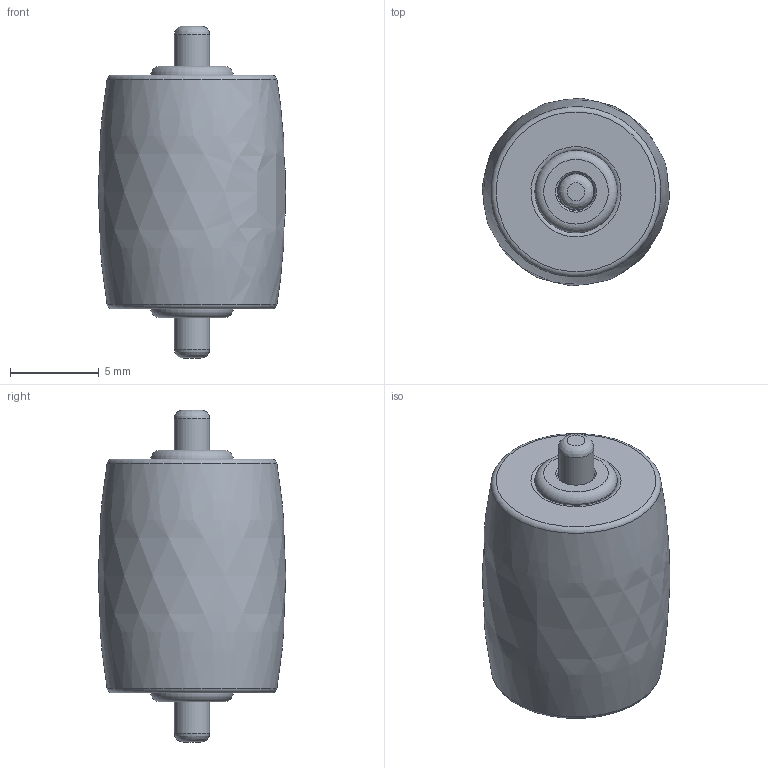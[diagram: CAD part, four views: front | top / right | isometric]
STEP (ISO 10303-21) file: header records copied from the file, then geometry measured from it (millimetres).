
FILE_DESCRIPTION(/* description */ (''),/* implementation_level */ '2;1');
FILE_NAME(/* name */ 'Roller Assembly_MIR_MIR.iam.step',/* time_stamp */ '2020-04-16T23:40:49-04:00',/* author */ ('Josef'),/* organization */ (''),/* preprocessor_version */ 'ST-DEVELOPER v17',/* originating_system */ 'Autodesk Inventor 2019',/* authorisation */ '');
FILE_SCHEMA (('AUTOMOTIVE_DESIGN { 1 0 10303 214 3 1 1 }'));
Length unit declared in the file: millimetre
Products named in the file (4): Roller Assembly_MIR_MIR; 276-3526-001 Rev 1_MIR1_MIR; 276-3526-003 Rev 1_MIR1_MIR; 276-3526-002 Rev 1_MIR1_MIR
Assembly tree (3 placements, depth 2):
  Roller Assembly_MIR_MIR
    276-3526-001 Rev 1_MIR1_MIR
    276-3526-003 Rev 1_MIR1_MIR
    276-3526-002 Rev 1_MIR1_MIR
Bounding box: 10.59 x 10.59 x 18.75 mm (x, y, z)
Volume: 1039.3 mm3; surface area: 1301.7 mm2
Topology: 3 solids, 3 shells, 53 faces, 143 edges, 104 vertices
Faces by surface type: torus 22, plane 14, cylinder 12, bspline 3, cone 2
Full cylindrical faces by diameter (mm): 2 x1, 2.1 x1, 4.5 x2, 4.65 x4, 6.12 x1, 6.15 x3
Entity records: 2009 total; most frequent: DIRECTION 386, CARTESIAN_POINT 385, ORIENTED_EDGE 286, AXIS2_PLACEMENT_3D 186, EDGE_CURVE 143, CIRCLE 129, VERTEX_POINT 104, EDGE_LOOP 65
